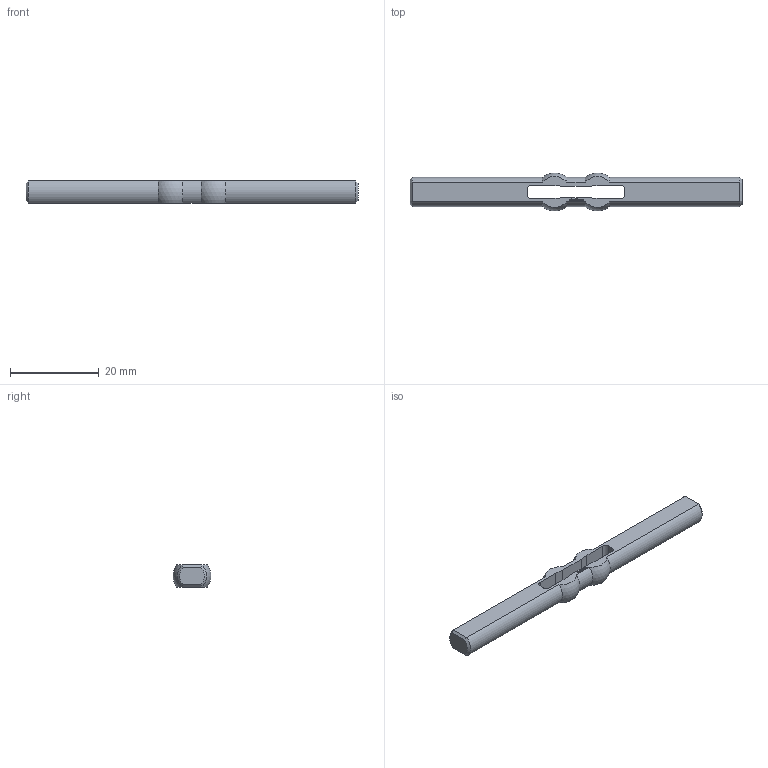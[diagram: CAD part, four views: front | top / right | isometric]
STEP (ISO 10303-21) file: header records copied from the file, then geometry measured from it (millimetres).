
FILE_DESCRIPTION(('FreeCAD Model'),'2;1');
FILE_NAME('Open CASCADE Shape Model','2022-07-07T22:40:58',(''),(''), 'Open CASCADE STEP processor 7.5','FreeCAD','Unknown');
FILE_SCHEMA(('AUTOMOTIVE_DESIGN { 1 0 10303 214 1 1 1 1 }'));
Length unit declared in the file: millimetre
Products named in the file (1): Pin SPP INR LCT BDR BU02.00x02.00 - SPN-PIN-0116
Bounding box: 75 x 8.54 x 5 mm (x, y, z)
Volume: 1980.5 mm3; surface area: 1708.7 mm2
Topology: 1 solids, 1 shells, 469 faces, 1309 edges, 870 vertices
Faces by surface type: plane 341, bspline 110, cylinder 10, cone 4, sphere 4
Entity records: 33334 total; most frequent: CARTESIAN_POINT 8557, DIRECTION 3975, LINE 3183, VECTOR 3183, ORIENTED_EDGE 2618, PCURVE 2618, DEFINITIONAL_REPRESENTATION 2618, EDGE_CURVE 1309
